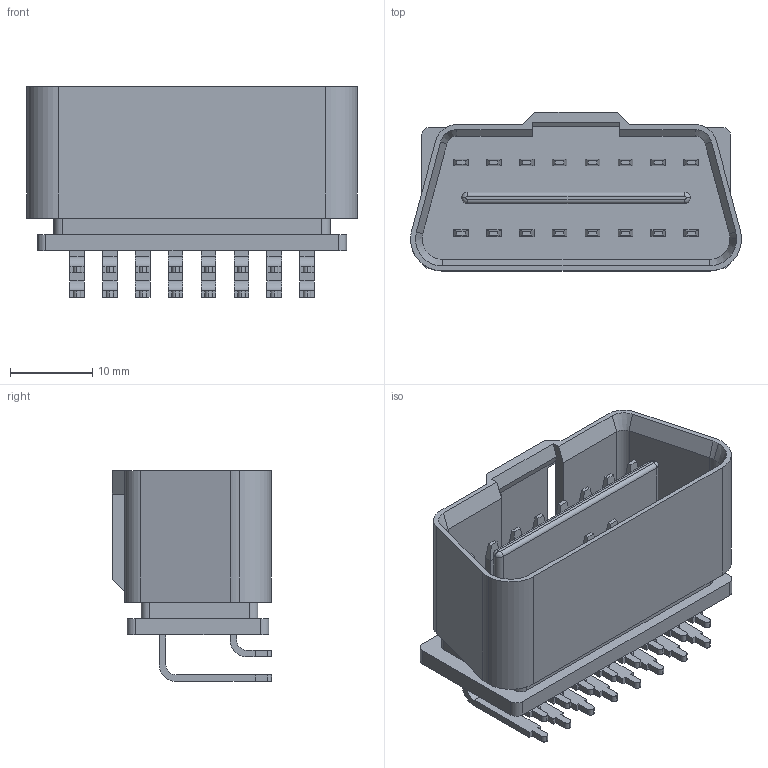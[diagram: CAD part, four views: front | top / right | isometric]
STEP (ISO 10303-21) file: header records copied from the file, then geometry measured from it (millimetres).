
FILE_DESCRIPTION (( 'STEP AP214' ), '1' );
FILE_NAME ('CCBDM20.STEP', '2020-06-09T16:21:05', ( '' ), ( '' ), 'SwSTEP 2.0', 'SolidWorks 2020', '' );
FILE_SCHEMA (( 'AUTOMOTIVE_DESIGN' ));
Length unit declared in the file: millimetre
Products named in the file (1): CCBDM20
Bounding box: 40.25 x 19.35 x 25.65 mm (x, y, z)
Volume: 5962.6 mm3; surface area: 7779.6 mm2
Topology: 1 solids, 1 shells, 530 faces, 1356 edges, 877 vertices
Faces by surface type: plane 434, cylinder 87, cone 5, torus 4
Entity records: 19869 total; most frequent: CARTESIAN_POINT 2764, ORIENTED_EDGE 2712, DIRECTION 2605, EDGE_CURVE 1356, LINE 1169, VECTOR 1169, VERTEX_POINT 877, AXIS2_PLACEMENT_3D 718
